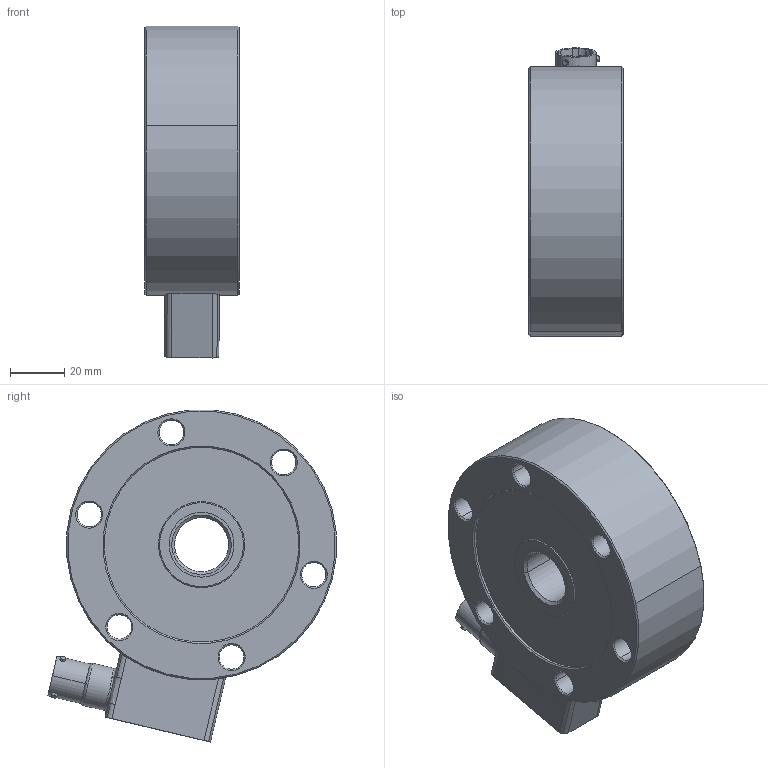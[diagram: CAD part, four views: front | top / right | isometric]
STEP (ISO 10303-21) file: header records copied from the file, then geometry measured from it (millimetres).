
FILE_DESCRIPTION(('STEP AP214'),'1');
FILE_NAME('TC4 Ø100 with MIL connector.stp','2017-03-16T10:29:07',(' '),(' '),'Spatial InterOp 3D',' ',' ');
FILE_SCHEMA(('automotive_design'));
Length unit declared in the file: millimetre
Products named in the file (6): TC4 Ø100 with MIL connector; Box; Body; Connector; Connector Geometry; Pin
Assembly tree (5 placements, depth 3):
  TC4 Ø100 with MIL connector
    Box
    Body
    Connector
      Connector Geometry
      Pin
Bounding box: 35 x 106.67 x 122.76 mm (x, y, z)
Volume: 261740.6 mm3; surface area: 42540.6 mm2
Topology: 12 solids, 14 shells, 208 faces, 483 edges, 300 vertices
Faces by surface type: cylinder 71, plane 71, cone 40, sphere 15, torus 4, bspline 4, extrusion 3
Entity records: 8153 total; most frequent: CARTESIAN_POINT 1442, DIRECTION 1074, ORIENTED_EDGE 934, EDGE_CURVE 471, AXIS2_PLACEMENT_3D 412, VERTEX_POINT 300, VECTOR 250, LINE 247
